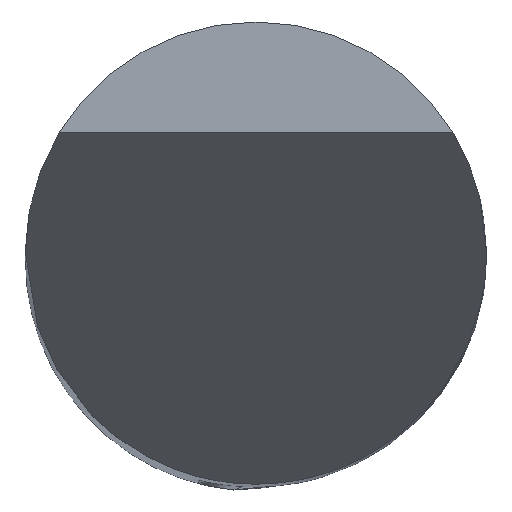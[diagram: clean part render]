
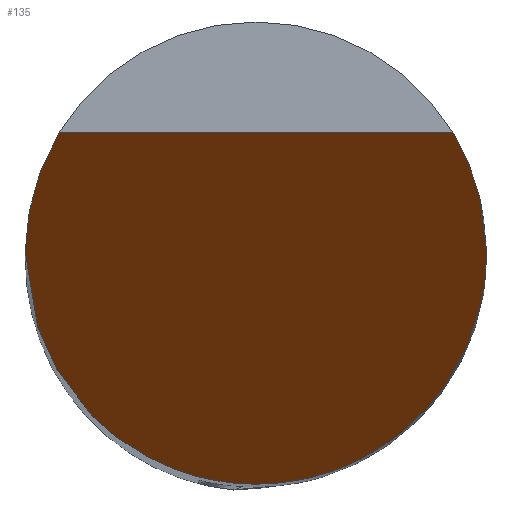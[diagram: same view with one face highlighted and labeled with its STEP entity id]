
A CAD part, top view. The second image highlights one B-rep face of the part: STEP entity #135.
In plain terms, the highlighted planar face has unit normal (0, -0.866, 0.5).
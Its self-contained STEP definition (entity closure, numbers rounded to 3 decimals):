
#71=LINE('',#973,#100);
#100=VECTOR('',#636,1.);
#135=ADVANCED_FACE('',(#176),#155,.T.);
#155=PLANE('',#555);
#176=FACE_OUTER_BOUND('',#203,.T.);
#203=EDGE_LOOP('',(#289,#290,#291,#292));
#289=ORIENTED_EDGE('',*,*,#435,.T.);
#290=ORIENTED_EDGE('',*,*,#404,.T.);
#291=ORIENTED_EDGE('',*,*,#444,.T.);
#292=ORIENTED_EDGE('',*,*,#412,.T.);
#358=VERTEX_POINT('',#743);
#359=VERTEX_POINT('',#744);
#360=VERTEX_POINT('',#749);
#366=VERTEX_POINT('',#774);
#404=EDGE_CURVE('',#360,#358,#482,.T.);
#412=EDGE_CURVE('',#359,#366,#485,.T.);
#435=EDGE_CURVE('',#366,#360,#492,.T.);
#444=EDGE_CURVE('',#358,#359,#71,.T.);
#482=(
BOUNDED_CURVE()
B_SPLINE_CURVE(3,(#745,#746,#747,#748),.UNSPECIFIED.,.F.,.F.)
B_SPLINE_CURVE_WITH_KNOTS((4,4),(0.,1.),.UNSPECIFIED.)
CURVE()
GEOMETRIC_REPRESENTATION_ITEM()
RATIONAL_B_SPLINE_CURVE((1.,0.975,0.975,1.))
REPRESENTATION_ITEM('')
);
#485=(
BOUNDED_CURVE()
B_SPLINE_CURVE(3,(#775,#776,#777,#778),.UNSPECIFIED.,.F.,.F.)
B_SPLINE_CURVE_WITH_KNOTS((4,4),(0.,1.),.UNSPECIFIED.)
CURVE()
GEOMETRIC_REPRESENTATION_ITEM()
RATIONAL_B_SPLINE_CURVE((1.,0.975,0.975,1.))
REPRESENTATION_ITEM('')
);
#492=(
BOUNDED_CURVE()
B_SPLINE_CURVE(3,(#935,#936,#937,#938),.UNSPECIFIED.,.F.,.F.)
B_SPLINE_CURVE_WITH_KNOTS((4,4),(0.,1.),.UNSPECIFIED.)
CURVE()
GEOMETRIC_REPRESENTATION_ITEM()
RATIONAL_B_SPLINE_CURVE((1.,0.333,0.333,1.))
REPRESENTATION_ITEM('')
);
#555=AXIS2_PLACEMENT_3D('',#974,#637,#638);
#636=DIRECTION('',(-1.,0.,0.));
#637=DIRECTION('',(0.,-0.866,0.5));
#638=DIRECTION('',(0.,0.5,0.866));
#743=CARTESIAN_POINT('',(2.136,1.299,2.25));
#744=CARTESIAN_POINT('',(-2.136,1.299,2.25));
#745=CARTESIAN_POINT('',(2.5,0.,0.));
#746=CARTESIAN_POINT('',(2.5,0.461,0.799));
#747=CARTESIAN_POINT('',(2.376,0.905,1.568));
#748=CARTESIAN_POINT('',(2.136,1.299,2.25));
#749=CARTESIAN_POINT('',(2.5,0.,0.));
#774=CARTESIAN_POINT('',(-2.5,0.,0.));
#775=CARTESIAN_POINT('',(-2.136,1.299,2.25));
#776=CARTESIAN_POINT('',(-2.376,0.905,1.568));
#777=CARTESIAN_POINT('',(-2.5,0.461,0.799));
#778=CARTESIAN_POINT('',(-2.5,0.,0.));
#935=CARTESIAN_POINT('',(-2.5,0.,0.));
#936=CARTESIAN_POINT('',(-2.5,-5.,-8.66));
#937=CARTESIAN_POINT('',(2.5,-5.,-8.66));
#938=CARTESIAN_POINT('',(2.5,0.,0.));
#973=CARTESIAN_POINT('',(-69.962,1.299,2.25));
#974=CARTESIAN_POINT('',(-69.962,4.054,7.021));
